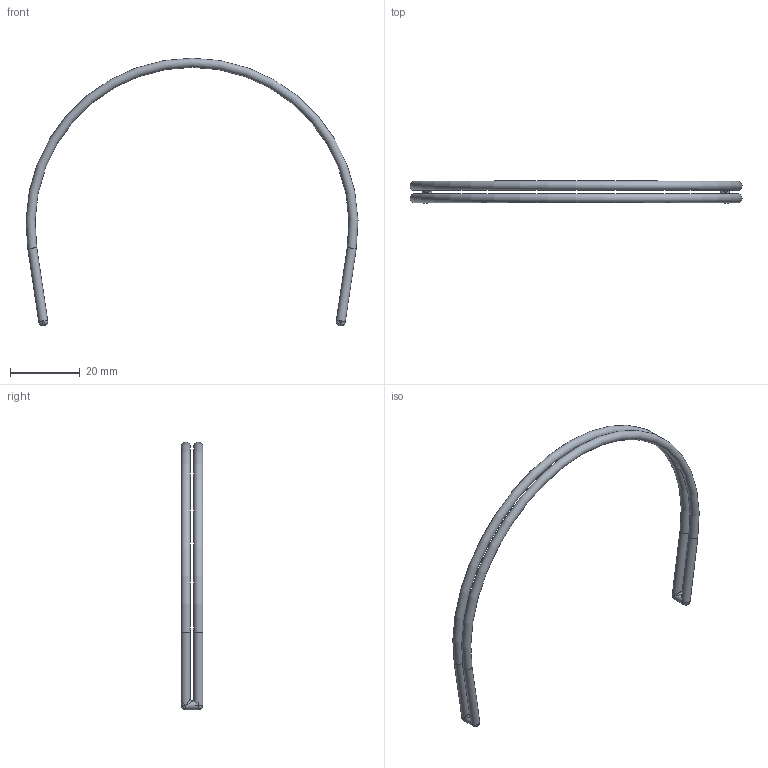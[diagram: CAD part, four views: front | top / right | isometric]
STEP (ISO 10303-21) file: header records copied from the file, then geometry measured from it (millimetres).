
FILE_DESCRIPTION(/* description */ (''),/* implementation_level */ '2;1');
FILE_NAME(/* name */ 'Oring 2-159 for glassfixer.stp',/* time_stamp */ '2020-08-22T12:37:03-04:00',/* author */ ('ignac'),/* organization */ (''),/* preprocessor_version */ 'ST-DEVELOPER v18',/* originating_system */ 'Autodesk Inventor 2020',/* authorisation */ '');
FILE_SCHEMA (('AUTOMOTIVE_DESIGN { 1 0 10303 214 3 1 1 }'));
Length unit declared in the file: millimetre
Products named in the file (1): Oring 2-159 SujetaVaso
Bounding box: 95.17 x 6.2 x 76.7 mm (x, y, z)
Volume: 2187.5 mm3; surface area: 3381.1 mm2
Topology: 2 solids, 2 shells, 29 faces, 81 edges, 46 vertices
Faces by surface type: bspline 12, cylinder 9, plane 5, torus 2, sphere 1
Full cylindrical faces by diameter (mm): 2.6 x6
Entity records: 1480 total; most frequent: CARTESIAN_POINT 770, ORIENTED_EDGE 144, DIRECTION 140, EDGE_CURVE 72, AXIS2_PLACEMENT_3D 65, VERTEX_POINT 47, CIRCLE 36, FACE_OUTER_BOUND 29
